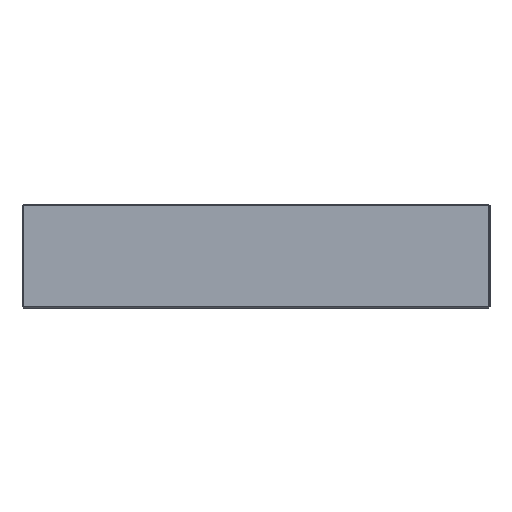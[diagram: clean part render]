
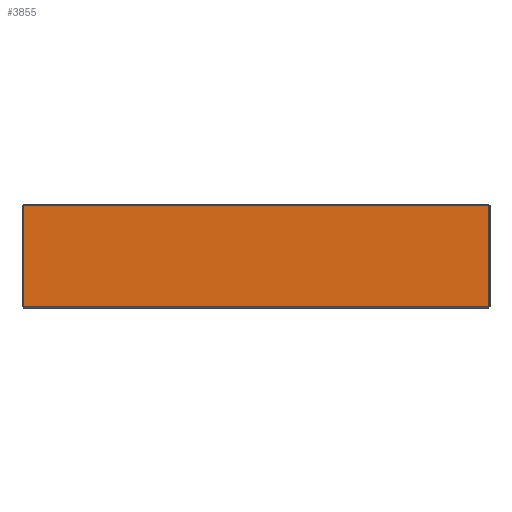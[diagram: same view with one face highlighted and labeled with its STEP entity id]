
A CAD part, left-side view. The second image highlights one B-rep face of the part: STEP entity #3855.
In plain terms, the highlighted planar face has unit normal (-1, 0, 0).
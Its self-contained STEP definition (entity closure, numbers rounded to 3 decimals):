
#79 = PLANE('',#80);
#80 = AXIS2_PLACEMENT_3D('',#81,#82,#83);
#81 = CARTESIAN_POINT('',(-159.75,-90.,0.25));
#82 = DIRECTION('',(0.707,0.,0.707));
#83 = DIRECTION('',(0.,-1.,0.));
#1424 = VERTEX_POINT('',#1425);
#1425 = CARTESIAN_POINT('',(-160.,-89.5,0.5));
#1451 = EDGE_CURVE('',#1424,#1452,#1454,.T.);
#1452 = VERTEX_POINT('',#1453);
#1453 = CARTESIAN_POINT('',(-160.,89.5,0.5));
#1454 = SURFACE_CURVE('',#1455,(#1459,#1466),.PCURVE_S1.);
#1455 = LINE('',#1456,#1457);
#1456 = CARTESIAN_POINT('',(-160.,-90.,0.5));
#1457 = VECTOR('',#1458,1.);
#1458 = DIRECTION('',(0.,1.,0.));
#1459 = PCURVE('',#79,#1460);
#1460 = DEFINITIONAL_REPRESENTATION('',(#1461),#1465);
#1461 = LINE('',#1462,#1463);
#1462 = CARTESIAN_POINT('',(-0.,-0.354));
#1463 = VECTOR('',#1464,1.);
#1464 = DIRECTION('',(-1.,0.));
#1465 = ( GEOMETRIC_REPRESENTATION_CONTEXT(2) 
PARAMETRIC_REPRESENTATION_CONTEXT() REPRESENTATION_CONTEXT('2D SPACE',''
  ) );
#1466 = PCURVE('',#1467,#1472);
#1467 = PLANE('',#1468);
#1468 = AXIS2_PLACEMENT_3D('',#1469,#1470,#1471);
#1469 = CARTESIAN_POINT('',(-160.,-90.,0.));
#1470 = DIRECTION('',(-1.,0.,0.));
#1471 = DIRECTION('',(0.,1.,0.));
#1472 = DEFINITIONAL_REPRESENTATION('',(#1473),#1477);
#1473 = LINE('',#1474,#1475);
#1474 = CARTESIAN_POINT('',(0.,-0.5));
#1475 = VECTOR('',#1476,1.);
#1476 = DIRECTION('',(1.,0.));
#1477 = ( GEOMETRIC_REPRESENTATION_CONTEXT(2) 
PARAMETRIC_REPRESENTATION_CONTEXT() REPRESENTATION_CONTEXT('2D SPACE',''
  ) );
#3844 = PLANE('',#3845);
#3845 = AXIS2_PLACEMENT_3D('',#3846,#3847,#3848);
#3846 = CARTESIAN_POINT('',(-159.75,-89.75,0.));
#3847 = DIRECTION('',(-0.707,-0.707,0.));
#3848 = DIRECTION('',(-0.,-0.,-1.));
#3855 = ADVANCED_FACE('',(#3856),#1467,.T.);
#3856 = FACE_BOUND('',#3857,.T.);
#3857 = EDGE_LOOP('',(#3858,#3886,#3887,#3910));
#3858 = ORIENTED_EDGE('',*,*,#3859,.F.);
#3859 = EDGE_CURVE('',#1452,#3860,#3862,.T.);
#3860 = VERTEX_POINT('',#3861);
#3861 = CARTESIAN_POINT('',(-160.,89.5,39.5));
#3862 = SURFACE_CURVE('',#3863,(#3867,#3874),.PCURVE_S1.);
#3863 = LINE('',#3864,#3865);
#3864 = CARTESIAN_POINT('',(-160.,89.5,0.));
#3865 = VECTOR('',#3866,1.);
#3866 = DIRECTION('',(0.,0.,1.));
#3867 = PCURVE('',#1467,#3868);
#3868 = DEFINITIONAL_REPRESENTATION('',(#3869),#3873);
#3869 = LINE('',#3870,#3871);
#3870 = CARTESIAN_POINT('',(179.5,0.));
#3871 = VECTOR('',#3872,1.);
#3872 = DIRECTION('',(0.,-1.));
#3873 = ( GEOMETRIC_REPRESENTATION_CONTEXT(2) 
PARAMETRIC_REPRESENTATION_CONTEXT() REPRESENTATION_CONTEXT('2D SPACE',''
  ) );
#3874 = PCURVE('',#3875,#3880);
#3875 = PLANE('',#3876);
#3876 = AXIS2_PLACEMENT_3D('',#3877,#3878,#3879);
#3877 = CARTESIAN_POINT('',(-159.75,89.75,0.));
#3878 = DIRECTION('',(-0.707,0.707,0.));
#3879 = DIRECTION('',(0.,0.,1.));
#3880 = DEFINITIONAL_REPRESENTATION('',(#3881),#3885);
#3881 = LINE('',#3882,#3883);
#3882 = CARTESIAN_POINT('',(0.,-0.354));
#3883 = VECTOR('',#3884,1.);
#3884 = DIRECTION('',(1.,0.));
#3885 = ( GEOMETRIC_REPRESENTATION_CONTEXT(2) 
PARAMETRIC_REPRESENTATION_CONTEXT() REPRESENTATION_CONTEXT('2D SPACE',''
  ) );
#3886 = ORIENTED_EDGE('',*,*,#1451,.F.);
#3887 = ORIENTED_EDGE('',*,*,#3888,.T.);
#3888 = EDGE_CURVE('',#1424,#3889,#3891,.T.);
#3889 = VERTEX_POINT('',#3890);
#3890 = CARTESIAN_POINT('',(-160.,-89.5,39.5));
#3891 = SURFACE_CURVE('',#3892,(#3896,#3903),.PCURVE_S1.);
#3892 = LINE('',#3893,#3894);
#3893 = CARTESIAN_POINT('',(-160.,-89.5,0.));
#3894 = VECTOR('',#3895,1.);
#3895 = DIRECTION('',(0.,0.,1.));
#3896 = PCURVE('',#1467,#3897);
#3897 = DEFINITIONAL_REPRESENTATION('',(#3898),#3902);
#3898 = LINE('',#3899,#3900);
#3899 = CARTESIAN_POINT('',(0.5,0.));
#3900 = VECTOR('',#3901,1.);
#3901 = DIRECTION('',(0.,-1.));
#3902 = ( GEOMETRIC_REPRESENTATION_CONTEXT(2) 
PARAMETRIC_REPRESENTATION_CONTEXT() REPRESENTATION_CONTEXT('2D SPACE',''
  ) );
#3903 = PCURVE('',#3844,#3904);
#3904 = DEFINITIONAL_REPRESENTATION('',(#3905),#3909);
#3905 = LINE('',#3906,#3907);
#3906 = CARTESIAN_POINT('',(-0.,-0.354));
#3907 = VECTOR('',#3908,1.);
#3908 = DIRECTION('',(-1.,0.));
#3909 = ( GEOMETRIC_REPRESENTATION_CONTEXT(2) 
PARAMETRIC_REPRESENTATION_CONTEXT() REPRESENTATION_CONTEXT('2D SPACE',''
  ) );
#3910 = ORIENTED_EDGE('',*,*,#3911,.T.);
#3911 = EDGE_CURVE('',#3889,#3860,#3912,.T.);
#3912 = SURFACE_CURVE('',#3913,(#3917,#3924),.PCURVE_S1.);
#3913 = LINE('',#3914,#3915);
#3914 = CARTESIAN_POINT('',(-160.,-90.,39.5));
#3915 = VECTOR('',#3916,1.);
#3916 = DIRECTION('',(0.,1.,0.));
#3917 = PCURVE('',#1467,#3918);
#3918 = DEFINITIONAL_REPRESENTATION('',(#3919),#3923);
#3919 = LINE('',#3920,#3921);
#3920 = CARTESIAN_POINT('',(0.,-39.5));
#3921 = VECTOR('',#3922,1.);
#3922 = DIRECTION('',(1.,0.));
#3923 = ( GEOMETRIC_REPRESENTATION_CONTEXT(2) 
PARAMETRIC_REPRESENTATION_CONTEXT() REPRESENTATION_CONTEXT('2D SPACE',''
  ) );
#3924 = PCURVE('',#3925,#3930);
#3925 = PLANE('',#3926);
#3926 = AXIS2_PLACEMENT_3D('',#3927,#3928,#3929);
#3927 = CARTESIAN_POINT('',(-159.75,-90.,39.75));
#3928 = DIRECTION('',(-0.707,0.,0.707));
#3929 = DIRECTION('',(-0.,-1.,-0.));
#3930 = DEFINITIONAL_REPRESENTATION('',(#3931),#3935);
#3931 = LINE('',#3932,#3933);
#3932 = CARTESIAN_POINT('',(-0.,-0.354));
#3933 = VECTOR('',#3934,1.);
#3934 = DIRECTION('',(-1.,0.));
#3935 = ( GEOMETRIC_REPRESENTATION_CONTEXT(2) 
PARAMETRIC_REPRESENTATION_CONTEXT() REPRESENTATION_CONTEXT('2D SPACE',''
  ) );
